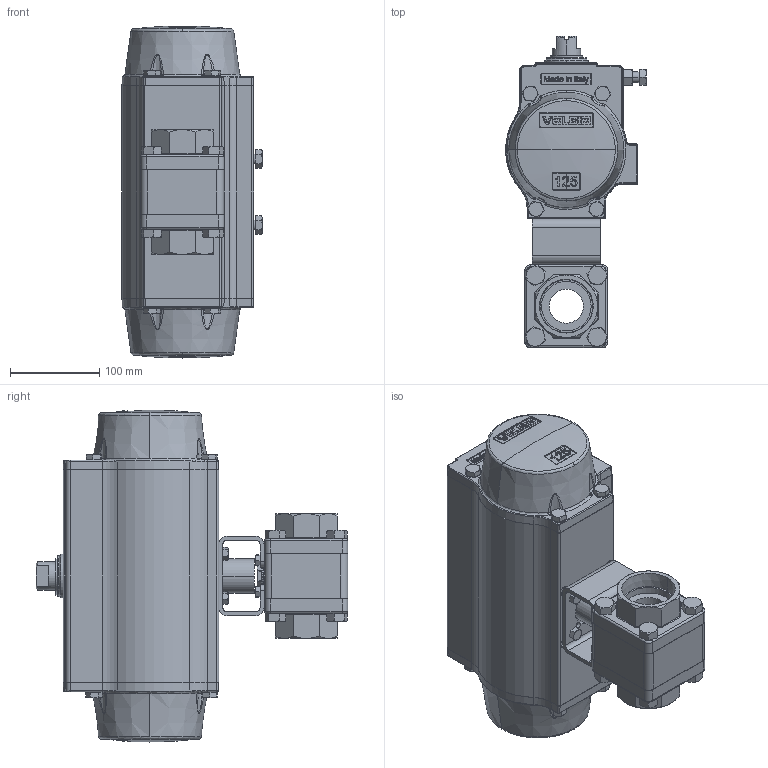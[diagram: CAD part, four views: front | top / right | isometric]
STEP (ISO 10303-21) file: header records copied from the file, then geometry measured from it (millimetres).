
FILE_DESCRIPTION (( 'STEP AP203' ), '1' );
FILE_NAME ('3000R-200-PT_UT-4.STEP', '2017-11-07T17:46:41', ( '' ), ( '' ), 'SwSTEP 2.0', 'SolidWorks 2014', '' );
FILE_SCHEMA (( 'CONFIG_CONTROL_DESIGN' ));
Length unit declared in the file: inch
Products named in the file (1): 3000R-200-PT_UT-4
Bounding box: 157.27 x 348.93 x 371.83 mm (x, y, z)
Surface area: 365549.1 mm2 (no closed solid volume)
Topology: 0 solids, 40 shells, 1403 faces, 4463 edges, 2991 vertices
Faces by surface type: plane 532, bspline 299, cone 273, cylinder 247, sphere 42, torus 10
Entity records: 71148 total; most frequent: CARTESIAN_POINT 35072, ORIENTED_EDGE 7420, DIRECTION 6781, EDGE_CURVE 4448, VERTEX_POINT 2991, AXIS2_PLACEMENT_3D 2535, VECTOR 1711, LINE 1711
